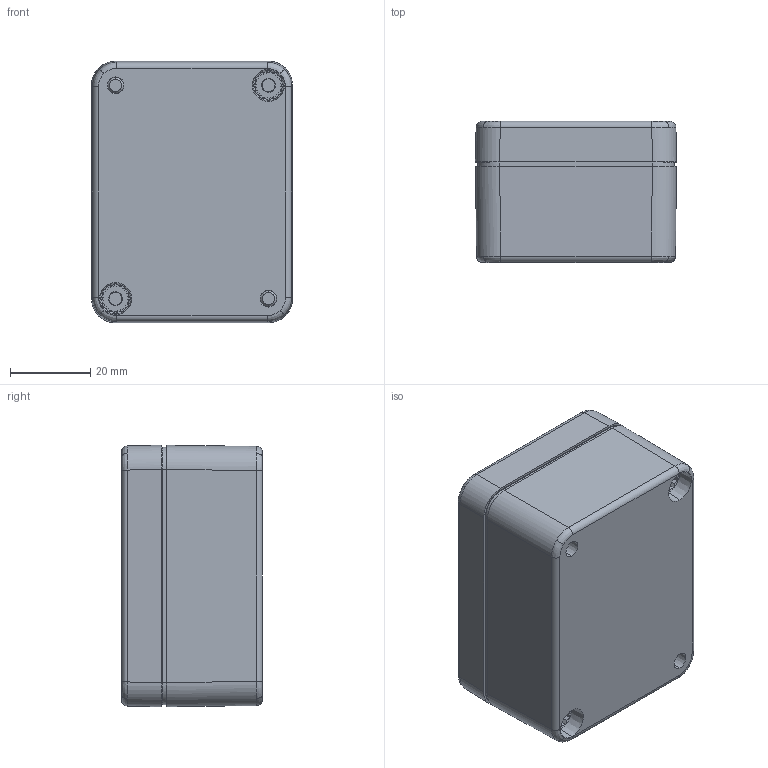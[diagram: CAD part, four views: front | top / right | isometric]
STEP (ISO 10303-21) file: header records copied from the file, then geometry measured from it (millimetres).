
FILE_DESCRIPTION (( 'STEP AP203' ), '1' );
FILE_NAME ('09050704.step', '2022-04-21T08:14:22', ( 'Ifina' ), ( 'Ifina' ), 'SwSTEP 2.0', 'SolidWorks 2020', '' );
FILE_SCHEMA (( 'CONFIG_CONTROL_DESIGN' ));
Length unit declared in the file: millimetre
Products named in the file (8): 37902; 5200.008.0; 51004; 31090-Einpressbuchse; 82007; 09050704; 38902
Assembly tree (9 placements, depth 3):
  09050704
    37902
      37902
      31090-Einpressbuchse  x2
    82007
    38902
    51004
      5200.008.0  x2
Bounding box: 50 x 35 x 65 mm (x, y, z)
Volume: 38258.7 mm3; surface area: 31688.6 mm2
Topology: 7 solids, 7 shells, 870 faces, 2084 edges, 1246 vertices
Faces by surface type: plane 327, bspline 195, cylinder 194, cone 102, torus 48, sphere 4
Entity records: 31122 total; most frequent: CARTESIAN_POINT 14159, ORIENTED_EDGE 3580, DIRECTION 3093, EDGE_CURVE 1790, AXIS2_PLACEMENT_3D 1130, VERTEX_POINT 1060, LINE 833, VECTOR 833
